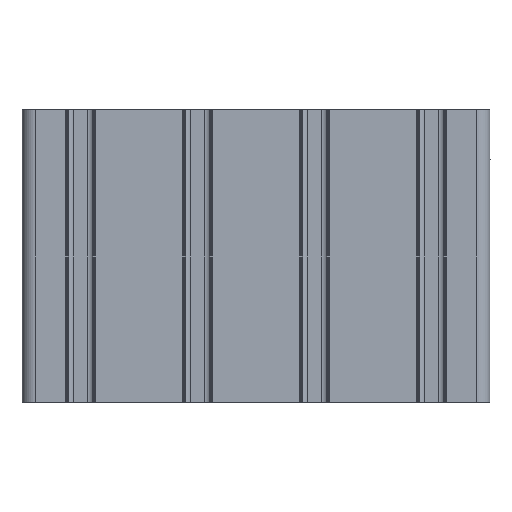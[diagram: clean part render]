
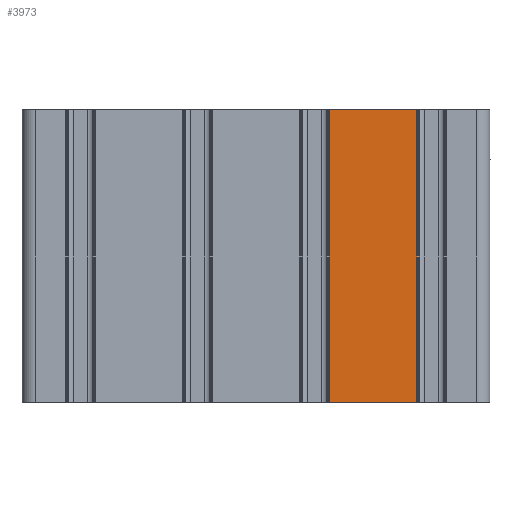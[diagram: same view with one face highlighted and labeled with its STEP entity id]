
A CAD part, front view. The second image highlights one B-rep face of the part: STEP entity #3973.
In plain terms, the highlighted planar face has unit normal (0, -1, 0).
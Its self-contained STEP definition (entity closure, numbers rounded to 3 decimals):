
#145 = ORIENTED_EDGE ( 'NONE', *, *, #18480, .F. ) ;
#635 = AXIS2_PLACEMENT_3D ( 'NONE', #3842, #3821, #3801 ) ;
#766 = ORIENTED_EDGE ( 'NONE', *, *, #11984, .F. ) ;
#789 = DIRECTION ( 'NONE',  ( 1., 0., 0. ) ) ;
#1339 = VECTOR ( 'NONE', #2692, 1000. ) ;
#1627 = CARTESIAN_POINT ( 'NONE',  ( 6878.115, 2394.658, 100. ) ) ;
#1680 = ORIENTED_EDGE ( 'NONE', *, *, #13555, .F. ) ;
#1995 = CARTESIAN_POINT ( 'NONE',  ( 6972.27, 2394.658, 100. ) ) ;
#2692 = DIRECTION ( 'NONE',  ( 0., 0., -1. ) ) ;
#2800 = DIRECTION ( 'NONE',  ( 0., 0., 1. ) ) ;
#2929 = CARTESIAN_POINT ( 'NONE',  ( 6972.27, 2394.658, 100. ) ) ;
#3090 = LINE ( 'NONE', #11549, #14068 ) ;
#3353 = FACE_OUTER_BOUND ( 'NONE', #15293, .T. ) ;
#3356 = CARTESIAN_POINT ( 'NONE',  ( 7002.072, 2394.658, 100. ) ) ;
#3801 = DIRECTION ( 'NONE',  ( 0., 0., 1. ) ) ;
#3821 = DIRECTION ( 'NONE',  ( 0., 1., 0. ) ) ;
#3842 = CARTESIAN_POINT ( 'NONE',  ( 6972.27, 2394.658, 100. ) ) ;
#3973 = ADVANCED_FACE ( 'NONE', ( #3353 ), #4084, .F. ) ;
#4084 = PLANE ( 'NONE',  #635 ) ;
#5270 = LINE ( 'NONE', #3356, #1339 ) ;
#6251 = VECTOR ( 'NONE', #789, 1000. ) ;
#7905 = VECTOR ( 'NONE', #2800, 1000. ) ;
#8157 = VERTEX_POINT ( 'NONE', #9952 ) ;
#8794 = ORIENTED_EDGE ( 'NONE', *, *, #14548, .T. ) ;
#8864 = VERTEX_POINT ( 'NONE', #1995 ) ;
#9952 = CARTESIAN_POINT ( 'NONE',  ( 7002.072, 2394.658, 100. ) ) ;
#10360 = VERTEX_POINT ( 'NONE', #15906 ) ;
#10467 = VERTEX_POINT ( 'NONE', #14505 ) ;
#11478 = DIRECTION ( 'NONE',  ( 1., 0., 0. ) ) ;
#11549 = CARTESIAN_POINT ( 'NONE',  ( 6972.27, 2394.658, 0. ) ) ;
#11631 = LINE ( 'NONE', #2929, #7905 ) ;
#11984 = EDGE_CURVE ( 'NONE', #8157, #10467, #5270, .T. ) ;
#13555 = EDGE_CURVE ( 'NONE', #10360, #8864, #11631, .T. ) ;
#14068 = VECTOR ( 'NONE', #11478, 1000. ) ;
#14236 = LINE ( 'NONE', #1627, #6251 ) ;
#14505 = CARTESIAN_POINT ( 'NONE',  ( 7002.072, 2394.658, 0. ) ) ;
#14548 = EDGE_CURVE ( 'NONE', #10360, #10467, #3090, .T. ) ;
#15293 = EDGE_LOOP ( 'NONE', ( #766, #145, #1680, #8794 ) ) ;
#15906 = CARTESIAN_POINT ( 'NONE',  ( 6972.27, 2394.658, 0. ) ) ;
#18480 = EDGE_CURVE ( 'NONE', #8864, #8157, #14236, .T. ) ;
